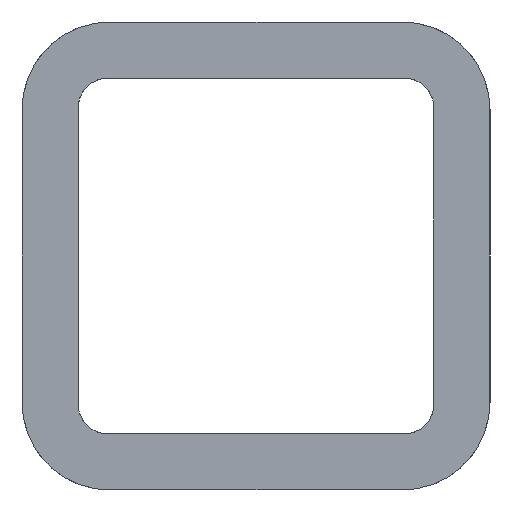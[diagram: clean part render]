
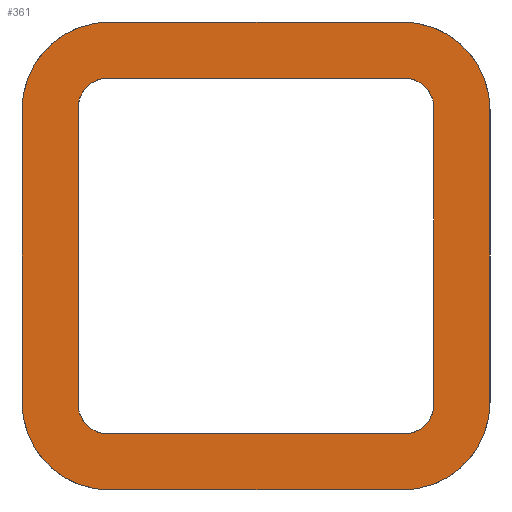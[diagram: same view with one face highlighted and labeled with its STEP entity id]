
A CAD part, left-side view. The second image highlights one B-rep face of the part: STEP entity #361.
In plain terms, the highlighted planar face has unit normal (-1, 0, 0).
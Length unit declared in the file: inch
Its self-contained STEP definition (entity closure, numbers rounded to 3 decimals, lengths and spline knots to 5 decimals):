
#32=FACE_BOUND('',#55,.T.);
#34=FACE_OUTER_BOUND('',#54,.T.);
#54=EDGE_LOOP('',(#242,#243,#244,#245,#246,#247,#248,#249));
#55=EDGE_LOOP('',(#250,#251,#252,#253,#254,#255,#256,#257));
#76=LINE('',#535,#106);
#77=LINE('',#539,#107);
#78=LINE('',#543,#108);
#79=LINE('',#546,#109);
#80=LINE('',#549,#110);
#81=LINE('',#553,#111);
#82=LINE('',#557,#112);
#83=LINE('',#561,#113);
#106=VECTOR('',#431,0.624);
#107=VECTOR('',#434,0.624);
#108=VECTOR('',#437,0.624);
#109=VECTOR('',#440,0.624);
#110=VECTOR('',#441,0.6345);
#111=VECTOR('',#444,0.6345);
#112=VECTOR('',#447,0.634);
#113=VECTOR('',#450,0.634);
#136=CIRCLE('',#390,0.188);
#137=CIRCLE('',#391,0.188);
#138=CIRCLE('',#392,0.188);
#139=CIRCLE('',#393,0.188);
#140=CIRCLE('',#394,0.0625);
#141=CIRCLE('',#395,0.063);
#142=CIRCLE('',#396,0.063);
#143=CIRCLE('',#397,0.063);
#152=VERTEX_POINT('',#531);
#153=VERTEX_POINT('',#532);
#154=VERTEX_POINT('',#534);
#155=VERTEX_POINT('',#536);
#156=VERTEX_POINT('',#538);
#157=VERTEX_POINT('',#540);
#158=VERTEX_POINT('',#542);
#159=VERTEX_POINT('',#544);
#160=VERTEX_POINT('',#547);
#161=VERTEX_POINT('',#548);
#162=VERTEX_POINT('',#550);
#163=VERTEX_POINT('',#552);
#164=VERTEX_POINT('',#554);
#165=VERTEX_POINT('',#556);
#166=VERTEX_POINT('',#558);
#167=VERTEX_POINT('',#560);
#188=EDGE_CURVE('',#152,#153,#136,.T.);
#189=EDGE_CURVE('',#152,#154,#76,.T.);
#190=EDGE_CURVE('',#155,#154,#137,.T.);
#191=EDGE_CURVE('',#155,#156,#77,.T.);
#192=EDGE_CURVE('',#157,#156,#138,.T.);
#193=EDGE_CURVE('',#157,#158,#78,.T.);
#194=EDGE_CURVE('',#159,#158,#139,.T.);
#195=EDGE_CURVE('',#159,#153,#79,.T.);
#196=EDGE_CURVE('',#160,#161,#80,.T.);
#197=EDGE_CURVE('',#162,#161,#140,.T.);
#198=EDGE_CURVE('',#162,#163,#81,.T.);
#199=EDGE_CURVE('',#164,#163,#141,.T.);
#200=EDGE_CURVE('',#164,#165,#82,.T.);
#201=EDGE_CURVE('',#166,#165,#142,.T.);
#202=EDGE_CURVE('',#166,#167,#83,.T.);
#203=EDGE_CURVE('',#160,#167,#143,.T.);
#242=ORIENTED_EDGE('',*,*,#188,.F.);
#243=ORIENTED_EDGE('',*,*,#189,.T.);
#244=ORIENTED_EDGE('',*,*,#190,.F.);
#245=ORIENTED_EDGE('',*,*,#191,.T.);
#246=ORIENTED_EDGE('',*,*,#192,.F.);
#247=ORIENTED_EDGE('',*,*,#193,.T.);
#248=ORIENTED_EDGE('',*,*,#194,.F.);
#249=ORIENTED_EDGE('',*,*,#195,.T.);
#250=ORIENTED_EDGE('',*,*,#196,.T.);
#251=ORIENTED_EDGE('',*,*,#197,.F.);
#252=ORIENTED_EDGE('',*,*,#198,.T.);
#253=ORIENTED_EDGE('',*,*,#199,.F.);
#254=ORIENTED_EDGE('',*,*,#200,.T.);
#255=ORIENTED_EDGE('',*,*,#201,.F.);
#256=ORIENTED_EDGE('',*,*,#202,.T.);
#257=ORIENTED_EDGE('',*,*,#203,.F.);
#350=PLANE('',#389);
#361=ADVANCED_FACE('',(#34,#32),#350,.F.);
#389=AXIS2_PLACEMENT_3D('',#530,#427,#428);
#390=AXIS2_PLACEMENT_3D('',#533,#429,#430);
#391=AXIS2_PLACEMENT_3D('',#537,#432,#433);
#392=AXIS2_PLACEMENT_3D('',#541,#435,#436);
#393=AXIS2_PLACEMENT_3D('',#545,#438,#439);
#394=AXIS2_PLACEMENT_3D('',#551,#442,#443);
#395=AXIS2_PLACEMENT_3D('',#555,#445,#446);
#396=AXIS2_PLACEMENT_3D('',#559,#448,#449);
#397=AXIS2_PLACEMENT_3D('',#562,#451,#452);
#427=DIRECTION('center_axis',(1.,0.,0.));
#428=DIRECTION('ref_axis',(0.,0.,-1.));
#429=DIRECTION('center_axis',(1.,0.,0.));
#430=DIRECTION('ref_axis',(0.,1.,0.));
#431=DIRECTION('',(0.,0.,-1.));
#432=DIRECTION('center_axis',(1.,0.,0.));
#433=DIRECTION('ref_axis',(0.,0.,-1.));
#434=DIRECTION('',(0.,-1.,0.));
#435=DIRECTION('center_axis',(1.,0.,0.));
#436=DIRECTION('ref_axis',(0.,-1.,0.));
#437=DIRECTION('',(0.,0.,1.));
#438=DIRECTION('center_axis',(1.,0.,0.));
#439=DIRECTION('ref_axis',(0.,0.,1.));
#440=DIRECTION('',(0.,1.,0.));
#441=DIRECTION('',(0.,0.,-1.));
#442=DIRECTION('center_axis',(-1.,0.,0.));
#443=DIRECTION('ref_axis',(0.,0.,-1.));
#444=DIRECTION('',(0.,1.,0.));
#445=DIRECTION('center_axis',(-1.,0.,0.));
#446=DIRECTION('ref_axis',(0.,1.,0.));
#447=DIRECTION('',(0.,0.,1.));
#448=DIRECTION('center_axis',(-1.,0.,0.));
#449=DIRECTION('ref_axis',(0.,0.,1.));
#450=DIRECTION('',(0.,-1.,0.));
#451=DIRECTION('center_axis',(-1.,0.,0.));
#452=DIRECTION('ref_axis',(0.,-1.,0.));
#530=CARTESIAN_POINT('Origin',(0.,0.,0.));
#531=CARTESIAN_POINT('',(0.,1.,-0.188));
#532=CARTESIAN_POINT('',(0.,0.812,0.));
#533=CARTESIAN_POINT('Origin',(0.,0.812,-0.188));
#534=CARTESIAN_POINT('',(0.,1.,-0.812));
#535=CARTESIAN_POINT('',(0.,1.,-0.188));
#536=CARTESIAN_POINT('',(0.,0.812,-1.));
#537=CARTESIAN_POINT('Origin',(0.,0.812,-0.812));
#538=CARTESIAN_POINT('',(0.,0.188,-1.));
#539=CARTESIAN_POINT('',(0.,0.812,-1.));
#540=CARTESIAN_POINT('',(0.,0.,-0.812));
#541=CARTESIAN_POINT('Origin',(0.,0.188,-0.812));
#542=CARTESIAN_POINT('',(0.,0.,-0.188));
#543=CARTESIAN_POINT('',(0.,0.,-0.812));
#544=CARTESIAN_POINT('',(0.,0.188,0.));
#545=CARTESIAN_POINT('Origin',(0.,0.188,-0.188));
#546=CARTESIAN_POINT('',(0.,0.188,0.));
#547=CARTESIAN_POINT('',(0.,0.12,-0.183));
#548=CARTESIAN_POINT('',(0.,0.12,-0.8175));
#549=CARTESIAN_POINT('',(0.,0.12,-0.183));
#550=CARTESIAN_POINT('',(0.,0.1825,-0.88));
#551=CARTESIAN_POINT('Origin',(0.,0.1825,-0.8175));
#552=CARTESIAN_POINT('',(0.,0.817,-0.88));
#553=CARTESIAN_POINT('',(0.,0.1825,-0.88));
#554=CARTESIAN_POINT('',(0.,0.88,-0.817));
#555=CARTESIAN_POINT('Origin',(0.,0.817,-0.817));
#556=CARTESIAN_POINT('',(0.,0.88,-0.183));
#557=CARTESIAN_POINT('',(0.,0.88,-0.817));
#558=CARTESIAN_POINT('',(0.,0.817,-0.12));
#559=CARTESIAN_POINT('Origin',(0.,0.817,-0.183));
#560=CARTESIAN_POINT('',(0.,0.183,-0.12));
#561=CARTESIAN_POINT('',(0.,0.817,-0.12));
#562=CARTESIAN_POINT('Origin',(0.,0.183,-0.183));
